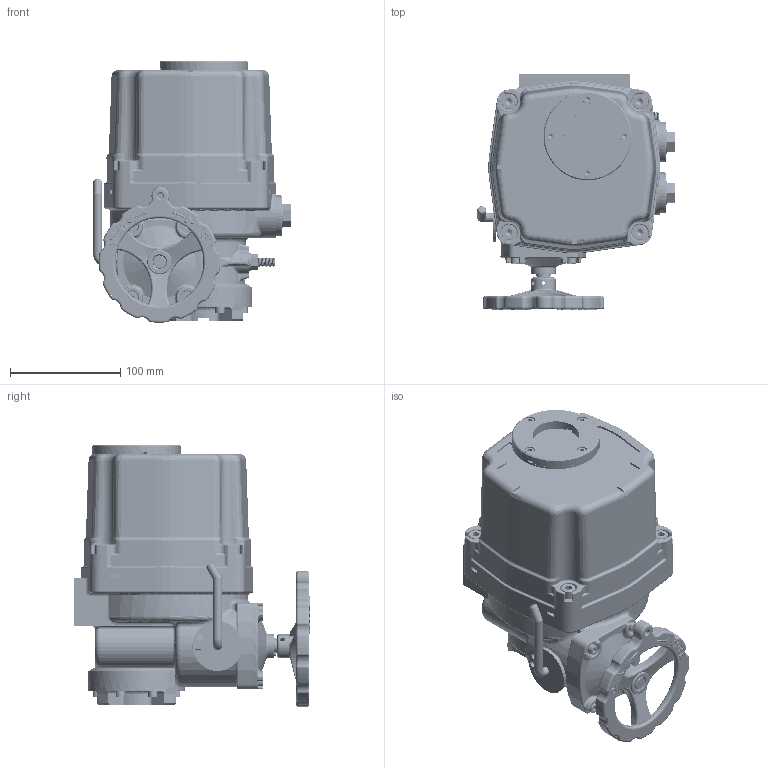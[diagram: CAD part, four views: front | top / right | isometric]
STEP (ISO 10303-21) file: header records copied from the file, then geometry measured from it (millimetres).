
FILE_DESCRIPTION(/* description */ (''),/* implementation_level */ '2;1');
FILE_NAME(/* name */ 'HQ-008 STANDARD LAYOUT.stp',/* time_stamp */ '2017-03-10T15:49:15+09:00',/* author */ ('ggg'),/* organization */ (''),/* preprocessor_version */ 'ST-DEVELOPER v15.6',/* originating_system */ 'Autodesk Inventor 2015',/* authorisation */ '');
FILE_SCHEMA (('AUTOMOTIVE_DESIGN { 1 0 10303 214 3 1 1 }'));
Products named in the file (1): HQ-008 STANDARD LAYOUT
Bounding box: 179 x 214.65 x 236.97 mm (x, y, z)
Volume: 3759596.9 mm3; surface area: 325236.3 mm2
Topology: 36 solids, 2654 shells, 4537 faces, 16369 edges, 14478 vertices
Faces by surface type: cylinder 2001, plane 747, bspline 652, torus 607, sphere 447, cone 83
Full cylindrical faces by diameter (mm): 1.5 x2, 3.1 x2, 4.988 x16, 5 x32, 5.5 x16, 6 x2, 6.647 x2, 7.98 x4, 8 x22, 8.4 x2, 8.5 x16, 9 x3, 9.5 x4, 11.2 x1, 11.63 x2, 12 x6, 13 x4, 16 x2, 22 x4, 28 x2, 36.8 x2, 42 x1, 45 x2, 55 x1, 58 x1, 60 x1, 68 x1, 70 x1, 80 x1, 88 x2
Entity records: 217057 total; most frequent: CARTESIAN_POINT 81086, DIRECTION 28526, ORIENTED_EDGE 20130, EDGE_CURVE 15837, VERTEX_POINT 14330, AXIS2_PLACEMENT_3D 11469, CIRCLE 7046, LINE 5588
